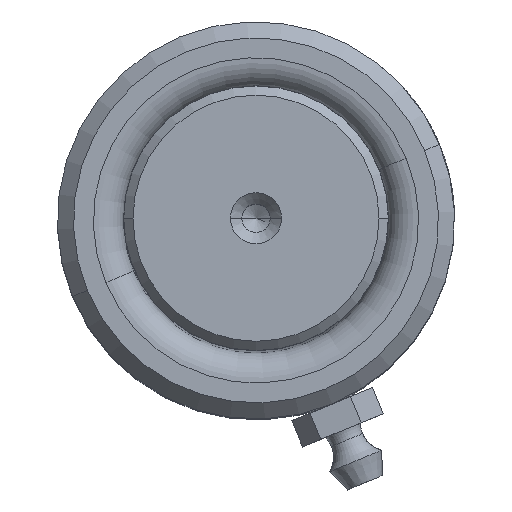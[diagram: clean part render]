
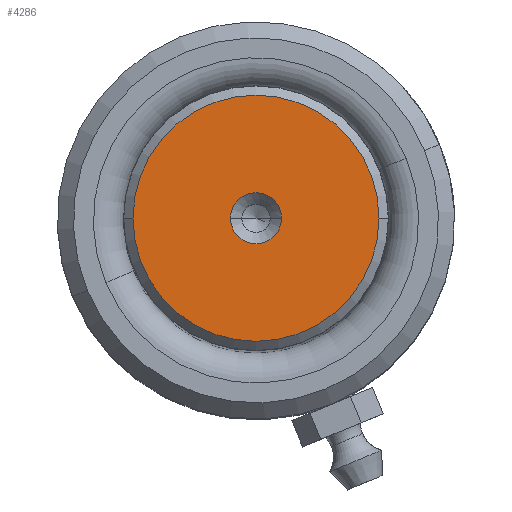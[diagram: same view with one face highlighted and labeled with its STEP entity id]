
A CAD part, top view. The second image highlights one B-rep face of the part: STEP entity #4286.
In plain terms, the highlighted planar face has unit normal (0, 0, 1).
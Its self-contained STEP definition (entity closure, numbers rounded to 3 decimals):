
#43 = EDGE_CURVE ( 'NONE', #5302, #5311, #3073, .T. ) ;
#244 = DIRECTION ( 'NONE',  ( 0., 0., 1. ) ) ;
#306 = DIRECTION ( 'NONE',  ( 1., 0., 0. ) ) ;
#427 = DIRECTION ( 'NONE',  ( 0., 0., 1. ) ) ;
#472 = ORIENTED_EDGE ( 'NONE', *, *, #3517, .F. ) ;
#1060 = DIRECTION ( 'NONE',  ( 1., 0., 0. ) ) ;
#1379 = DIRECTION ( 'NONE',  ( 1., 0., 0. ) ) ;
#1529 = DIRECTION ( 'NONE',  ( 1., 0., 0. ) ) ;
#1719 = AXIS2_PLACEMENT_3D ( 'NONE', #1981, #4360, #1379 ) ;
#1729 = ORIENTED_EDGE ( 'NONE', *, *, #6358, .F. ) ;
#1981 = CARTESIAN_POINT ( 'NONE',  ( 0., 0., 190. ) ) ;
#2527 = AXIS2_PLACEMENT_3D ( 'NONE', #7444, #4540, #1060 ) ;
#2594 = FACE_OUTER_BOUND ( 'NONE', #7372, .T. ) ;
#2730 = AXIS2_PLACEMENT_3D ( 'NONE', #2761, #6865, #3375 ) ;
#2735 = PLANE ( 'NONE',  #2527 ) ;
#2761 = CARTESIAN_POINT ( 'NONE',  ( 0., 0., 190. ) ) ;
#3056 = CARTESIAN_POINT ( 'NONE',  ( 2.7, 0., 190. ) ) ;
#3073 = CIRCLE ( 'NONE', #7416, 13.012 ) ;
#3358 = CIRCLE ( 'NONE', #1719, 13.012 ) ;
#3375 = DIRECTION ( 'NONE',  ( 1., 0., 0. ) ) ;
#3418 = EDGE_CURVE ( 'NONE', #5311, #5302, #3358, .T. ) ;
#3517 = EDGE_CURVE ( 'NONE', #4048, #7294, #4185, .T. ) ;
#3861 = CARTESIAN_POINT ( 'NONE',  ( 0., 0., 190. ) ) ;
#4047 = ORIENTED_EDGE ( 'NONE', *, *, #43, .T. ) ;
#4048 = VERTEX_POINT ( 'NONE', #3056 ) ;
#4185 = CIRCLE ( 'NONE', #6797, 2.7 ) ;
#4286 = ADVANCED_FACE ( 'NONE', ( #6905, #2594 ), #2735, .T. ) ;
#4360 = DIRECTION ( 'NONE',  ( 0., 0., 1. ) ) ;
#4540 = DIRECTION ( 'NONE',  ( 0., 0., 1. ) ) ;
#4847 = CARTESIAN_POINT ( 'NONE',  ( -2.7, 0., 190. ) ) ;
#5302 = VERTEX_POINT ( 'NONE', #7322 ) ;
#5311 = VERTEX_POINT ( 'NONE', #5715 ) ;
#5432 = CIRCLE ( 'NONE', #2730, 2.7 ) ;
#5715 = CARTESIAN_POINT ( 'NONE',  ( -13.012, 0., 190. ) ) ;
#6234 = ORIENTED_EDGE ( 'NONE', *, *, #3418, .T. ) ;
#6358 = EDGE_CURVE ( 'NONE', #7294, #4048, #5432, .T. ) ;
#6797 = AXIS2_PLACEMENT_3D ( 'NONE', #3861, #427, #1529 ) ;
#6865 = DIRECTION ( 'NONE',  ( 0., 0., 1. ) ) ;
#6905 = FACE_BOUND ( 'NONE', #7118, .T. ) ;
#7118 = EDGE_LOOP ( 'NONE', ( #472, #1729 ) ) ;
#7291 = CARTESIAN_POINT ( 'NONE',  ( 0., 0., 190. ) ) ;
#7294 = VERTEX_POINT ( 'NONE', #4847 ) ;
#7322 = CARTESIAN_POINT ( 'NONE',  ( 13.012, 0., 190. ) ) ;
#7372 = EDGE_LOOP ( 'NONE', ( #6234, #4047 ) ) ;
#7416 = AXIS2_PLACEMENT_3D ( 'NONE', #7291, #244, #306 ) ;
#7444 = CARTESIAN_POINT ( 'NONE',  ( 0., 0., 190. ) ) ;
